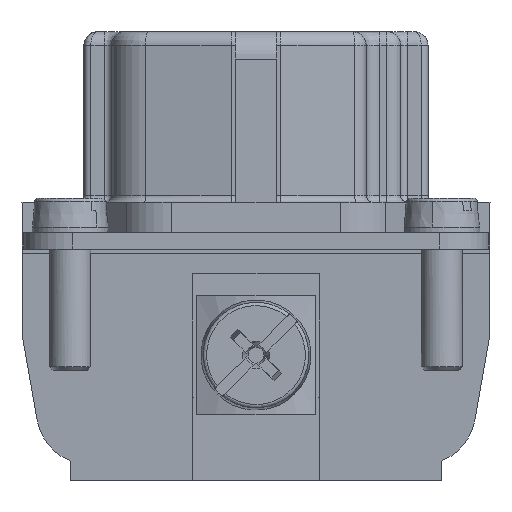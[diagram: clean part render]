
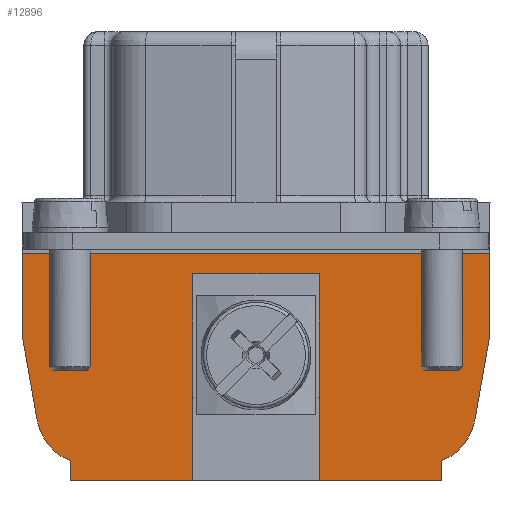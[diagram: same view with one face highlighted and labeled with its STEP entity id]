
A CAD part, left-side view. The second image highlights one B-rep face of the part: STEP entity #12896.
In plain terms, the highlighted planar face has unit normal (-0.999, 0, -0.035).
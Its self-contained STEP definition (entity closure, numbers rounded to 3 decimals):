
#11029=FACE_OUTER_BOUND('',#17141,.T.);
#11288=ELLIPSE('',#40766,4.002,4.);
#11290=ELLIPSE('',#40770,4.002,4.);
#12896=ADVANCED_FACE('',(#11029),#14211,.T.);
#14211=PLANE('',#42436);
#17141=EDGE_LOOP('',(#25455,#25456,#25457,#25458,#25459,#25460,#25461,#25462,
#25463,#25464,#25465,#25466,#25467,#25468));
#25455=ORIENTED_EDGE('',*,*,#33575,.T.);
#25456=ORIENTED_EDGE('',*,*,#33561,.T.);
#25457=ORIENTED_EDGE('',*,*,#33572,.T.);
#25458=ORIENTED_EDGE('',*,*,#33636,.F.);
#25459=ORIENTED_EDGE('',*,*,#29936,.T.);
#25460=ORIENTED_EDGE('',*,*,#30266,.T.);
#25461=ORIENTED_EDGE('',*,*,#30271,.T.);
#25462=ORIENTED_EDGE('',*,*,#33645,.F.);
#25463=ORIENTED_EDGE('',*,*,#30276,.F.);
#25464=ORIENTED_EDGE('',*,*,#30262,.F.);
#25465=ORIENTED_EDGE('',*,*,#29927,.T.);
#25466=ORIENTED_EDGE('',*,*,#33635,.T.);
#25467=ORIENTED_EDGE('',*,*,#33564,.T.);
#25468=ORIENTED_EDGE('',*,*,#33574,.T.);
#26964=VERTEX_POINT('',#50677);
#26965=VERTEX_POINT('',#50679);
#26972=VERTEX_POINT('',#50704);
#26974=VERTEX_POINT('',#50707);
#27297=VERTEX_POINT('',#51382);
#27300=VERTEX_POINT('',#51389);
#27303=VERTEX_POINT('',#51398);
#27307=VERTEX_POINT('',#51409);
#29391=VERTEX_POINT('',#63829);
#29392=VERTEX_POINT('',#63831);
#29393=VERTEX_POINT('',#63835);
#29394=VERTEX_POINT('',#63837);
#29401=VERTEX_POINT('',#63851);
#29402=VERTEX_POINT('',#63855);
#29927=EDGE_CURVE('',#26965,#26964,#11288,.T.);
#29936=EDGE_CURVE('',#26974,#26972,#11290,.T.);
#30262=EDGE_CURVE('',#26965,#27297,#34587,.T.);
#30266=EDGE_CURVE('',#26972,#27300,#34591,.T.);
#30271=EDGE_CURVE('',#27300,#27303,#34596,.T.);
#30276=EDGE_CURVE('',#27297,#27307,#34601,.T.);
#33561=EDGE_CURVE('',#29392,#29391,#37048,.T.);
#33564=EDGE_CURVE('',#29394,#29393,#37051,.T.);
#33572=EDGE_CURVE('',#29391,#29401,#37059,.T.);
#33574=EDGE_CURVE('',#29393,#29402,#37061,.T.);
#33575=EDGE_CURVE('',#29402,#29392,#37062,.T.);
#33635=EDGE_CURVE('',#26964,#29394,#37097,.T.);
#33636=EDGE_CURVE('',#26974,#29401,#37098,.T.);
#33645=EDGE_CURVE('',#27307,#27303,#37105,.T.);
#34587=LINE('',#51381,#37688);
#34591=LINE('',#51390,#37692);
#34596=LINE('',#51399,#37697);
#34601=LINE('',#51408,#37702);
#37048=LINE('',#63830,#40384);
#37051=LINE('',#63836,#40387);
#37059=LINE('',#63852,#40395);
#37061=LINE('',#63856,#40397);
#37062=LINE('',#63858,#40398);
#37097=LINE('',#64034,#40435);
#37098=LINE('',#64036,#40436);
#37105=LINE('',#64084,#40443);
#37688=VECTOR('',#43379,1.);
#37692=VECTOR('',#43385,1.);
#37697=VECTOR('',#43392,1.);
#37702=VECTOR('',#43399,1.);
#40384=VECTOR('',#49169,1.);
#40387=VECTOR('',#49174,1.);
#40395=VECTOR('',#49182,1.);
#40397=VECTOR('',#49186,1.);
#40398=VECTOR('',#49189,1.);
#40435=VECTOR('',#49304,1.);
#40436=VECTOR('',#49307,1.);
#40443=VECTOR('',#49332,1.);
#40766=AXIS2_PLACEMENT_3D('',#50678,#42981,#42982);
#40770=AXIS2_PLACEMENT_3D('',#50706,#42992,#42993);
#42436=AXIS2_PLACEMENT_3D('',#64085,#49333,#49334);
#42981=DIRECTION('',(-0.999,0.,-0.035));
#42982=DIRECTION('',(-0.035,0.,0.999));
#42992=DIRECTION('',(-0.999,0.,-0.035));
#42993=DIRECTION('',(0.035,0.,-0.999));
#43379=DIRECTION('',(-0.034,0.174,0.984));
#43385=DIRECTION('',(-0.034,-0.174,0.984));
#43392=DIRECTION('',(-0.035,0.,0.999));
#43399=DIRECTION('',(-0.035,0.,0.999));
#49169=DIRECTION('',(0.035,0.,-0.999));
#49174=DIRECTION('',(0.,-1.,0.));
#49182=DIRECTION('',(0.,-1.,0.));
#49186=DIRECTION('',(-0.035,0.,0.999));
#49189=DIRECTION('',(0.,-1.,0.));
#49304=DIRECTION('',(0.035,0.,-0.999));
#49307=DIRECTION('',(0.035,0.,-0.999));
#49332=DIRECTION('',(0.,-1.,0.));
#49333=DIRECTION('',(-0.999,0.,-0.035));
#49334=DIRECTION('',(0.,1.,0.));
#50677=CARTESIAN_POINT('',(-34.323,13.5,-15.595));
#50678=CARTESIAN_POINT('',(-34.452,11.968,-11.9));
#50679=CARTESIAN_POINT('',(-34.428,15.908,-12.595));
#50704=CARTESIAN_POINT('',(-34.428,-15.908,-12.595));
#50706=CARTESIAN_POINT('',(-34.452,-11.968,-11.9));
#50707=CARTESIAN_POINT('',(-34.323,-13.5,-15.595));
#51381=CARTESIAN_POINT('',(-34.645,17.004,-6.377));
#51382=CARTESIAN_POINT('',(-34.644,17.,-6.4));
#51389=CARTESIAN_POINT('',(-34.644,-17.,-6.4));
#51390=CARTESIAN_POINT('',(-34.572,-16.639,-8.45));
#51398=CARTESIAN_POINT('',(-34.85,-17.,-0.5));
#51399=CARTESIAN_POINT('',(-34.545,-17.,-9.235));
#51408=CARTESIAN_POINT('',(-34.569,17.,-8.557));
#51409=CARTESIAN_POINT('',(-34.85,17.,-0.5));
#63829=CARTESIAN_POINT('',(-34.274,-4.6,-17.));
#63830=CARTESIAN_POINT('',(-34.569,-4.6,-8.557));
#63831=CARTESIAN_POINT('',(-34.798,-4.6,-2.));
#63835=CARTESIAN_POINT('',(-34.274,4.6,-17.));
#63836=CARTESIAN_POINT('',(-34.274,4.14,-17.));
#63837=CARTESIAN_POINT('',(-34.274,13.5,-17.));
#63851=CARTESIAN_POINT('',(-34.274,-13.5,-17.));
#63852=CARTESIAN_POINT('',(-34.274,4.14,-17.));
#63855=CARTESIAN_POINT('',(-34.798,4.6,-2.));
#63856=CARTESIAN_POINT('',(-34.569,4.6,-8.557));
#63858=CARTESIAN_POINT('',(-34.798,8.639,-2.));
#64034=CARTESIAN_POINT('',(-34.584,13.5,-8.118));
#64036=CARTESIAN_POINT('',(-34.274,-13.5,-16.99));
#64084=CARTESIAN_POINT('',(-34.85,-9.,-0.5));
#64085=CARTESIAN_POINT('',(-34.569,8.639,-8.557));
